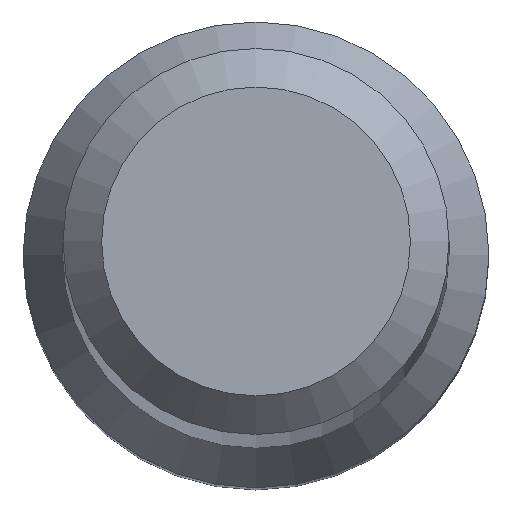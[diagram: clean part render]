
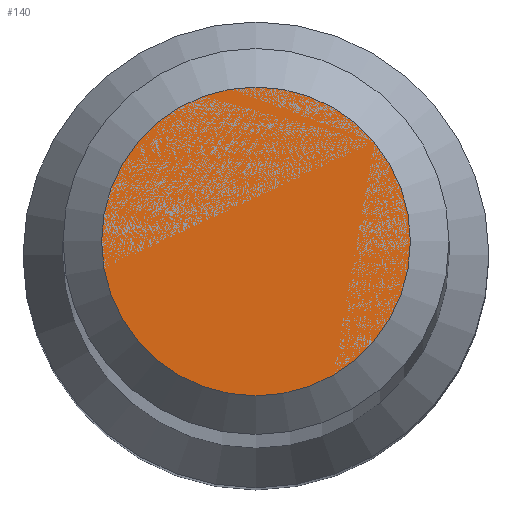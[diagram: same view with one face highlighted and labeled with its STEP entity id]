
A CAD part, top view. The second image highlights one B-rep face of the part: STEP entity #140.
In plain terms, the highlighted planar face has unit normal (0, 0, 1).
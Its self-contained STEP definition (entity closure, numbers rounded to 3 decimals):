
#11 = ORIENTED_EDGE ( 'NONE', *, *, #42, .F. ) ;
#12 = DIRECTION ( 'NONE',  ( 0., 1., 0. ) ) ;
#32 = EDGE_LOOP ( 'NONE', ( #11 ) ) ;
#39 = AXIS2_PLACEMENT_3D ( 'NONE', #118, #130, #264 ) ;
#42 = EDGE_CURVE ( 'NONE', #233, #233, #284, .T. ) ;
#87 = CARTESIAN_POINT ( 'NONE',  ( 0., 1.2, 70. ) ) ;
#118 = CARTESIAN_POINT ( 'NONE',  ( 0., 0., 70. ) ) ;
#128 = CARTESIAN_POINT ( 'NONE',  ( 0., 0., 70. ) ) ;
#130 = DIRECTION ( 'NONE',  ( 0., 0., -1. ) ) ;
#140 = ADVANCED_FACE ( 'NONE', ( #189 ), #213, .F. ) ;
#189 = FACE_OUTER_BOUND ( 'NONE', #32, .T. ) ;
#213 = PLANE ( 'NONE',  #39 ) ;
#222 = DIRECTION ( 'NONE',  ( 0., 0., -1. ) ) ;
#233 = VERTEX_POINT ( 'NONE', #87 ) ;
#245 = AXIS2_PLACEMENT_3D ( 'NONE', #128, #222, #12 ) ;
#264 = DIRECTION ( 'NONE',  ( 0., 1., 0. ) ) ;
#284 = CIRCLE ( 'NONE', #245, 1.2 ) ;
